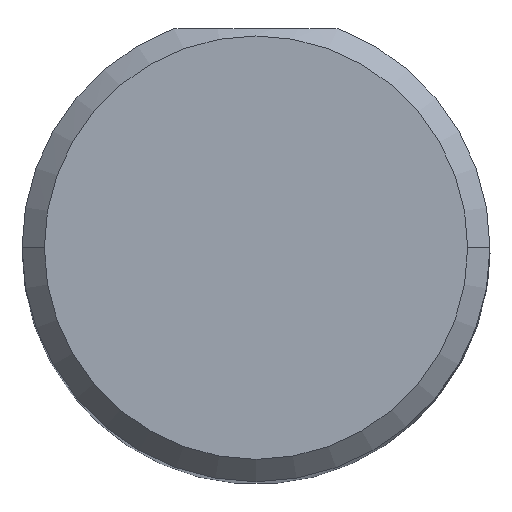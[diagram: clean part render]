
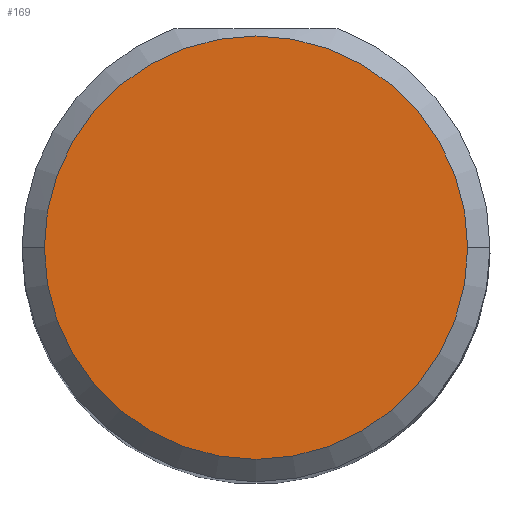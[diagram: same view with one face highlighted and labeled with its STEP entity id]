
A CAD part, top view. The second image highlights one B-rep face of the part: STEP entity #169.
In plain terms, the highlighted planar face has unit normal (0, 0, 1).
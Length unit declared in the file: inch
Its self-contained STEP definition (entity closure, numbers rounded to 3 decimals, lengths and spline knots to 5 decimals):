
#12 = AXIS2_PLACEMENT_3D ( 'NONE', #519, #110, #35 ) ;
#16 = ORIENTED_EDGE ( 'NONE', *, *, #256, .T. ) ;
#35 = DIRECTION ( 'NONE',  ( 1., 0., 0. ) ) ;
#67 = CARTESIAN_POINT ( 'NONE',  ( -0.14248, 0., 2.48032 ) ) ;
#90 = VERTEX_POINT ( 'NONE', #67 ) ;
#110 = DIRECTION ( 'NONE',  ( 0., 0., 1. ) ) ;
#141 = CIRCLE ( 'NONE', #12, 0.14248 ) ;
#149 = EDGE_CURVE ( 'NONE', #181, #90, #389, .T. ) ;
#151 = AXIS2_PLACEMENT_3D ( 'NONE', #311, #308, #391 ) ;
#152 = EDGE_LOOP ( 'NONE', ( #16, #518 ) ) ;
#169 = ADVANCED_FACE ( 'NONE', ( #226 ), #478, .T. ) ;
#171 = CARTESIAN_POINT ( 'NONE',  ( 0., 0., 2.48032 ) ) ;
#175 = DIRECTION ( 'NONE',  ( 0., 0., 1. ) ) ;
#181 = VERTEX_POINT ( 'NONE', #195 ) ;
#195 = CARTESIAN_POINT ( 'NONE',  ( 0.14248, 0., 2.48032 ) ) ;
#226 = FACE_OUTER_BOUND ( 'NONE', #152, .T. ) ;
#256 = EDGE_CURVE ( 'NONE', #90, #181, #141, .T. ) ;
#297 = DIRECTION ( 'NONE',  ( 1., 0., 0. ) ) ;
#308 = DIRECTION ( 'NONE',  ( 0., 0., 1. ) ) ;
#311 = CARTESIAN_POINT ( 'NONE',  ( 0., 0., 2.48032 ) ) ;
#328 = AXIS2_PLACEMENT_3D ( 'NONE', #171, #175, #297 ) ;
#389 = CIRCLE ( 'NONE', #328, 0.14248 ) ;
#391 = DIRECTION ( 'NONE',  ( 1., 0., 0. ) ) ;
#478 = PLANE ( 'NONE',  #151 ) ;
#518 = ORIENTED_EDGE ( 'NONE', *, *, #149, .T. ) ;
#519 = CARTESIAN_POINT ( 'NONE',  ( 0., 0., 2.48032 ) ) ;
